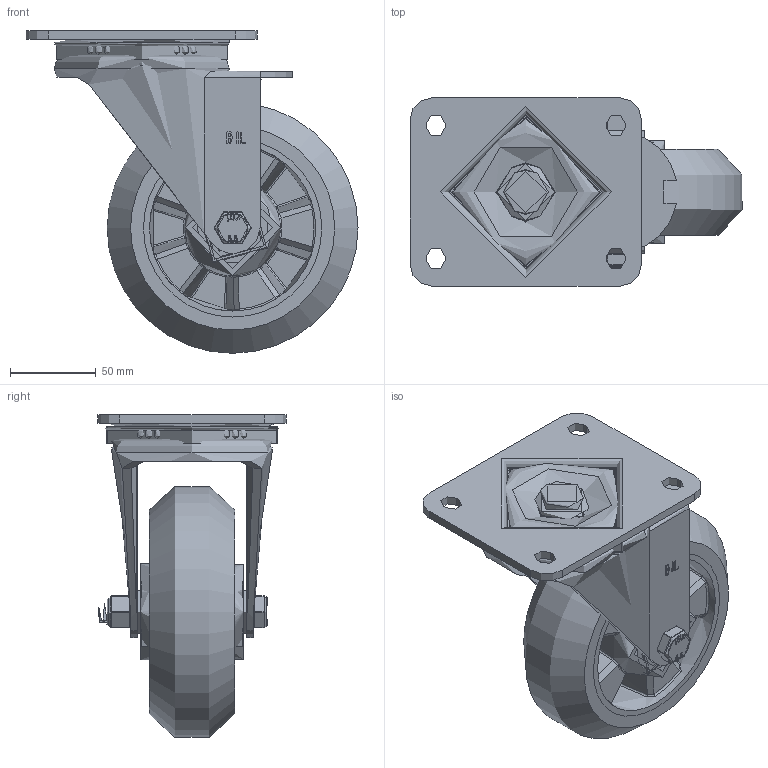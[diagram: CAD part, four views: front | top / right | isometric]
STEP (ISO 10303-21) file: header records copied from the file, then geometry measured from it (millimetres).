
FILE_DESCRIPTION(/* description */ (''),/* implementation_level */ '2;1');
FILE_NAME(/* name */ 'BZSPH150RSPABJ.step',/* time_stamp */ '2024-10-29T11:22:04Z',/* author */ (''),/* organization */ (''),/* preprocessor_version */ 'ST-DEVELOPER v20',/* originating_system */ 'Autodesk Translation Framework v13.20.0.188',/* authorisation */ '');
FILE_SCHEMA (('AUTOMOTIVE_DESIGN { 1 0 10303 214 3 1 1 }'));
Products named in the file (71): BZSPH150RSPABJ; BZSPH150AS - 2 v1; PRESSED STEEL TOP PLATE; PRESSED STEEL TOP PLATE Geometry; Pattern; Component1; Pattern2; Pattern3; Pattern4; Component2; Pattern5; Component2 (1); Pattern5 (1); Pattern4 (1); Component2 (2); Pattern5 (2); Component2 (3); Pattern5 (3); Pattern6; Pattern3 (1); Pattern4 (2); Component2 (4); Pattern5 (4); Component2 (5); Pattern5 (5); Pattern4 (3); Component2 (6); Pattern5 (6); Component2 (7); Pattern5 (7); Pattern3 (2); Pattern4 (4); Component2 (8); Pattern5 (8); Component2 (9); Pattern5 (9); Pattern4 (5); Component2 (10); Pattern5 (10); Component2 (11) ...
Assembly tree (203 placements, depth 10):
  BZSPH150RSPABJ
    BZSPH150AS - 2 v1
      PRESSED STEEL TOP PLATE
        PRESSED STEEL TOP PLATE Geometry
        Pattern
          Component1  x32
        Pattern2
          Pattern3
            Pattern4
              Component2
                Pattern5
                  Component3  x7
              Component2 (1)
                Pattern5 (1)
                  Component3  x7
            Pattern4 (1)
              Component2 (2)
                Pattern5 (2)
                  Component3  x7
              Component2 (3)
                Pattern5 (3)
                  Component3  x7
          Pattern6
            Pattern3 (1)
              Pattern4 (2)
                Component2 (4)
                  Pattern5 (4)
                    Component3  x7
                Component2 (5)
                  Pattern5 (5)
                    Component3  x7
              Pattern4 (3)
                Component2 (6)
                  Pattern5 (6)
                    Component3  x7
                Component2 (7)
                  Pattern5 (7)
                    Component3  x7
            Pattern3 (2)
              Pattern4 (4)
                Component2 (8)
                  Pattern5 (8)
                    Component3  x7
                Component2 (9)
                  Pattern5 (9)
                    Component3  x7
              Pattern4 (5)
                Component2 (10)
                  Pattern5 (10)
                    Component3  x7
                Component2 (11)
                  Pattern5 (11)
                    Component3  x7
      BEARING SEAL
        BEARING SEAL Geometry
        BEARING SEAL2
      PRESSED STEEL FORKS
    BZH150WRSPABJM20 v1
      POLYURETHANE TYRE
      ALUMINIUM RIM
Bounding box: 193.61 x 110 x 188.11 mm (x, y, z)
Volume: 779694.8 mm3; surface area: 288088.9 mm2
Topology: 154 solids, 154 shells, 1567 faces, 3954 edges, 2551 vertices
Faces by surface type: plane 527, bspline 477, cylinder 228, sphere 222, torus 109, cone 4
Full cylindrical faces by diameter (mm): 9.836 x16, 11.834 x16, 12 x3, 12.2 x4, 14 x2, 17.75 x1, 18.5 x1, 19.8 x2, 20 x3, 24 x4, 25 x2, 26 x1, 27 x2, 28.5 x8, 30.8 x4, 31.3 x4, 33 x1, 36 x1, 40 x1, 40.3 x4, 40.5 x4, 40.8 x4, 42 x10, 47 x4, 55.5 x1, 56 x1, 71 x1, 72 x1, 74 x1, 94 x1
Entity records: 78205 total; most frequent: CARTESIAN_POINT 51729, ORIENTED_EDGE 5274, DIRECTION 4883, EDGE_CURVE 2637, AXIS2_PLACEMENT_3D 1976, VERTEX_POINT 1685, EDGE_LOOP 1252, FACE_OUTER_BOUND 1092
